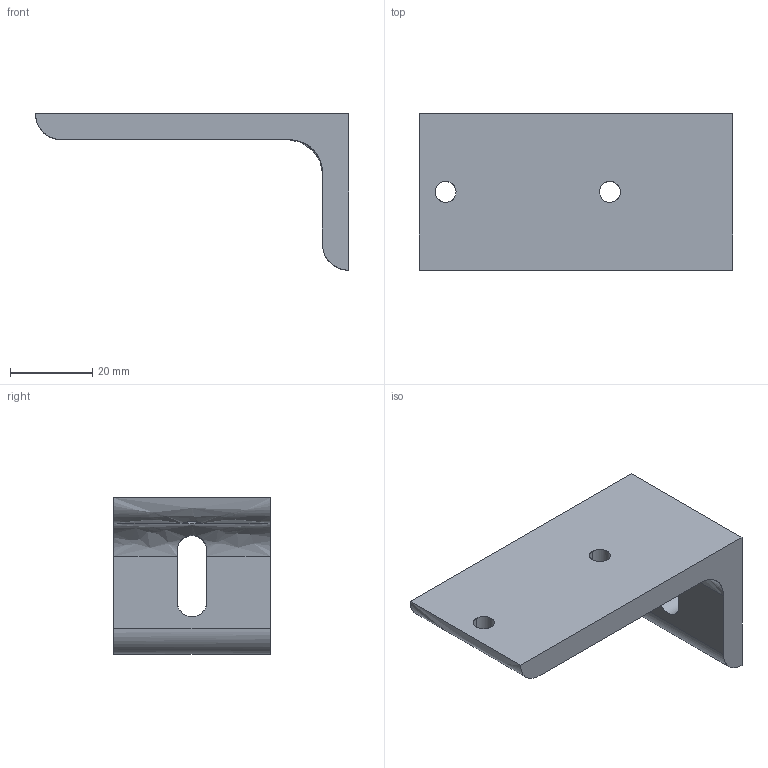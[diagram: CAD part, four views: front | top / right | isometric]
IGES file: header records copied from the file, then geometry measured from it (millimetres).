
Global section: file name: 13AC7803.igs; native system: AutoCAD-18.2s (LMS Tech) (Microsoft Windows NT Version 6.1 (x64)); preprocessor: Autodesk IGES Translator Mechanical Desktop 2011 (Feb 18 2011) from Autodesk, Inc.; date: 20150714.142614; units: inch
Bounding box: 76.2 x 38.1 x 38.1 mm (x, y, z)
Surface area: 9908.4 mm2 (no closed solid volume)
Topology: 0 solids, 0 shells, 17 faces, 134 edges, 134 vertices
Faces by surface type: bspline 17
